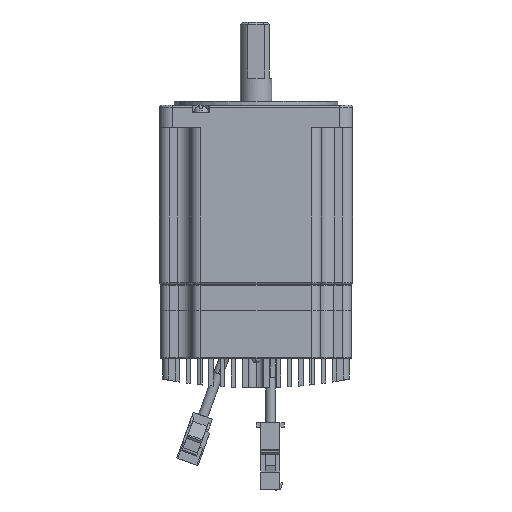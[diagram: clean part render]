
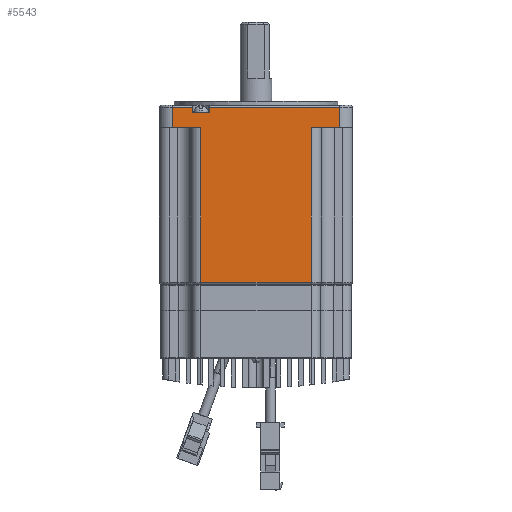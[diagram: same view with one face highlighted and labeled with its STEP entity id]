
A CAD part, front view. The second image highlights one B-rep face of the part: STEP entity #5543.
In plain terms, the highlighted face is planar.
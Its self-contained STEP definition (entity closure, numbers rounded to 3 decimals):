
#3702 = CARTESIAN_POINT ( 'NONE',  ( -76.958, -13.54, -279. ) ) ;
#3703 = CARTESIAN_POINT ( 'NONE',  ( -52.358, -13.54, -245. ) ) ;
#3714 = DIRECTION ( 'NONE',  ( 1., 0., 0. ) ) ;
#3715 = DIRECTION ( 'NONE',  ( 0., 0., 1. ) ) ;
#3716 = DIRECTION ( 'NONE',  ( 0., 0., 1. ) ) ;
#3719 = CARTESIAN_POINT ( 'NONE',  ( -101.558, -13.54, -240. ) ) ;
#5026 = AXIS2_PLACEMENT_3D ( 'NONE', #34685, #34695, #34697 ) ;
#5543 = ADVANCED_FACE ( 'NONE', ( #15207 ), #34692, .T. ) ;
#13324 = LINE ( 'NONE', #3702, #13334 ) ;
#13331 = LINE ( 'NONE', #3703, #13336 ) ;
#13334 = VECTOR ( 'NONE', #3714, 1000. ) ;
#13335 = LINE ( 'NONE', #3719, #13339 ) ;
#13336 = VECTOR ( 'NONE', #3715, 1000. ) ;
#13339 = VECTOR ( 'NONE', #3716, 1000. ) ;
#13412 = LINE ( 'NONE', #17094, #13414 ) ;
#13414 = VECTOR ( 'NONE', #17085, 1000. ) ;
#13422 = LINE ( 'NONE', #17143, #13425 ) ;
#13425 = VECTOR ( 'NONE', #17146, 1000. ) ;
#13431 = LINE ( 'NONE', #17153, #13433 ) ;
#13433 = VECTOR ( 'NONE', #17156, 1000. ) ;
#13434 = LINE ( 'NONE', #17212, #13446 ) ;
#13440 = LINE ( 'NONE', #17204, #13443 ) ;
#13443 = VECTOR ( 'NONE', #17206, 1000. ) ;
#13444 = LINE ( 'NONE', #17229, #13451 ) ;
#13445 = LINE ( 'NONE', #17220, #13448 ) ;
#13446 = VECTOR ( 'NONE', #17189, 1000. ) ;
#13448 = VECTOR ( 'NONE', #17223, 1000. ) ;
#13451 = VECTOR ( 'NONE', #17210, 1000. ) ;
#13452 = LINE ( 'NONE', #17227, #13457 ) ;
#13456 = LINE ( 'NONE', #17250, #13459 ) ;
#13457 = VECTOR ( 'NONE', #17247, 1000. ) ;
#13459 = VECTOR ( 'NONE', #17253, 1000. ) ;
#15207 = FACE_OUTER_BOUND ( 'NONE', #21730, .T. ) ;
#15656 = EDGE_CURVE ( 'NONE', #29302, #29296, #13324, .T. ) ;
#15659 = EDGE_CURVE ( 'NONE', #29296, #16753, #13331, .T. ) ;
#15666 = EDGE_CURVE ( 'NONE', #29302, #16933, #13335, .T. ) ;
#15801 = EDGE_CURVE ( 'NONE', #29346, #16753, #13412, .T. ) ;
#15823 = EDGE_CURVE ( 'NONE', #29354, #17177, #13422, .T. ) ;
#15839 = EDGE_CURVE ( 'NONE', #16933, #29354, #13431, .T. ) ;
#15857 = EDGE_CURVE ( 'NONE', #29320, #29346, #13440, .T. ) ;
#15864 = EDGE_CURVE ( 'NONE', #29285, #29320, #13434, .T. ) ;
#15867 = EDGE_CURVE ( 'NONE', #29279, #29285, #13445, .T. ) ;
#15873 = EDGE_CURVE ( 'NONE', #16939, #29279, #13444, .T. ) ;
#15883 = EDGE_CURVE ( 'NONE', #29345, #16939, #13452, .T. ) ;
#15886 = EDGE_CURVE ( 'NONE', #17177, #29345, #13456, .T. ) ;
#16753 = VERTEX_POINT ( 'NONE', #30139 ) ;
#16933 = VERTEX_POINT ( 'NONE', #30302 ) ;
#16939 = VERTEX_POINT ( 'NONE', #30305 ) ;
#17085 = DIRECTION ( 'NONE',  ( -1., 0., 0. ) ) ;
#17094 = CARTESIAN_POINT ( 'NONE',  ( -76.958, -13.54, -210. ) ) ;
#17143 = CARTESIAN_POINT ( 'NONE',  ( -114.258, -13.54, -240. ) ) ;
#17146 = DIRECTION ( 'NONE',  ( 0., 0., 1. ) ) ;
#17153 = CARTESIAN_POINT ( 'NONE',  ( -76.958, -13.54, -210. ) ) ;
#17156 = DIRECTION ( 'NONE',  ( -1., 0., 0. ) ) ;
#17177 = VERTEX_POINT ( 'NONE', #30442 ) ;
#17189 = DIRECTION ( 'NONE',  ( 1., 0., 0. ) ) ;
#17204 = CARTESIAN_POINT ( 'NONE',  ( -39.658, -13.54, -240. ) ) ;
#17206 = DIRECTION ( 'NONE',  ( 0., 0., -1. ) ) ;
#17210 = DIRECTION ( 'NONE',  ( 1., 0., 0. ) ) ;
#17212 = CARTESIAN_POINT ( 'NONE',  ( -76.958, -13.54, -201. ) ) ;
#17220 = CARTESIAN_POINT ( 'NONE',  ( -48.658, -13.54, -240. ) ) ;
#17223 = DIRECTION ( 'NONE',  ( 0., 0., 1. ) ) ;
#17227 = CARTESIAN_POINT ( 'NONE',  ( -56.258, -13.54, -240. ) ) ;
#17229 = CARTESIAN_POINT ( 'NONE',  ( -76.958, -13.54, -203.5 ) ) ;
#17247 = DIRECTION ( 'NONE',  ( 0., 0., -1. ) ) ;
#17250 = CARTESIAN_POINT ( 'NONE',  ( -76.958, -13.54, -201. ) ) ;
#17253 = DIRECTION ( 'NONE',  ( 1., 0., 0. ) ) ;
#21730 = EDGE_LOOP ( 'NONE', ( #28336, #28337, #28338, #28339, #28340, #28341, #28342, #28343, #28344, #28345, #28346, #28347 ) ) ;
#28336 = ORIENTED_EDGE ( 'NONE', *, *, #15839, .T. ) ;
#28337 = ORIENTED_EDGE ( 'NONE', *, *, #15823, .T. ) ;
#28338 = ORIENTED_EDGE ( 'NONE', *, *, #15886, .T. ) ;
#28339 = ORIENTED_EDGE ( 'NONE', *, *, #15883, .T. ) ;
#28340 = ORIENTED_EDGE ( 'NONE', *, *, #15873, .T. ) ;
#28341 = ORIENTED_EDGE ( 'NONE', *, *, #15867, .T. ) ;
#28342 = ORIENTED_EDGE ( 'NONE', *, *, #15864, .T. ) ;
#28343 = ORIENTED_EDGE ( 'NONE', *, *, #15857, .T. ) ;
#28344 = ORIENTED_EDGE ( 'NONE', *, *, #15801, .T. ) ;
#28345 = ORIENTED_EDGE ( 'NONE', *, *, #15659, .F. ) ;
#28346 = ORIENTED_EDGE ( 'NONE', *, *, #15656, .F. ) ;
#28347 = ORIENTED_EDGE ( 'NONE', *, *, #15666, .T. ) ;
#29279 = VERTEX_POINT ( 'NONE', #33774 ) ;
#29285 = VERTEX_POINT ( 'NONE', #33784 ) ;
#29296 = VERTEX_POINT ( 'NONE', #33804 ) ;
#29302 = VERTEX_POINT ( 'NONE', #33815 ) ;
#29320 = VERTEX_POINT ( 'NONE', #33848 ) ;
#29345 = VERTEX_POINT ( 'NONE', #33893 ) ;
#29346 = VERTEX_POINT ( 'NONE', #33895 ) ;
#29354 = VERTEX_POINT ( 'NONE', #33910 ) ;
#30139 = CARTESIAN_POINT ( 'NONE',  ( -52.358, -13.54, -210. ) ) ;
#30302 = CARTESIAN_POINT ( 'NONE',  ( -101.558, -13.54, -210. ) ) ;
#30305 = CARTESIAN_POINT ( 'NONE',  ( -56.258, -13.54, -203.5 ) ) ;
#30442 = CARTESIAN_POINT ( 'NONE',  ( -114.258, -13.54, -201. ) ) ;
#33774 = CARTESIAN_POINT ( 'NONE',  ( -48.658, -13.54, -203.5 ) ) ;
#33784 = CARTESIAN_POINT ( 'NONE',  ( -48.658, -13.54, -201. ) ) ;
#33804 = CARTESIAN_POINT ( 'NONE',  ( -52.358, -13.54, -279. ) ) ;
#33815 = CARTESIAN_POINT ( 'NONE',  ( -101.558, -13.54, -279. ) ) ;
#33848 = CARTESIAN_POINT ( 'NONE',  ( -39.658, -13.54, -201. ) ) ;
#33893 = CARTESIAN_POINT ( 'NONE',  ( -56.258, -13.54, -201. ) ) ;
#33895 = CARTESIAN_POINT ( 'NONE',  ( -39.658, -13.54, -210. ) ) ;
#33910 = CARTESIAN_POINT ( 'NONE',  ( -114.258, -13.54, -210. ) ) ;
#34685 = CARTESIAN_POINT ( 'NONE',  ( -119.958, -13.54, -200. ) ) ;
#34692 = PLANE ( 'NONE',  #5026 ) ;
#34695 = DIRECTION ( 'NONE',  ( 0., 1., 0. ) ) ;
#34697 = DIRECTION ( 'NONE',  ( 1., 0., 0. ) ) ;
